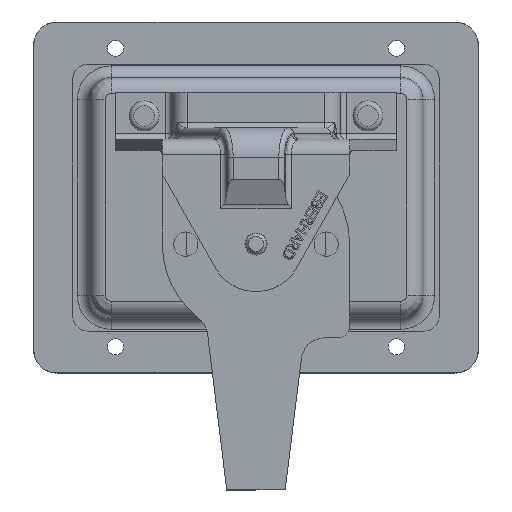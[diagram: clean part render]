
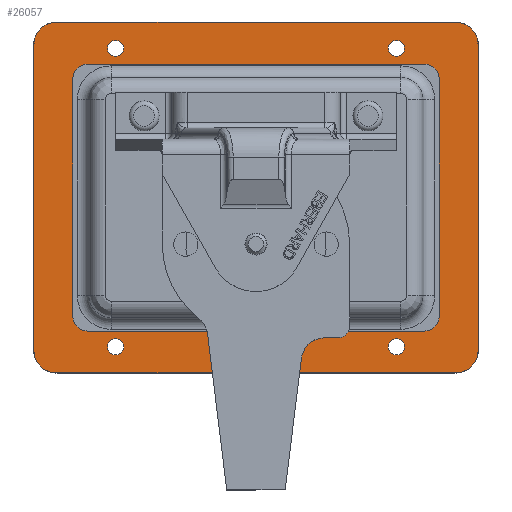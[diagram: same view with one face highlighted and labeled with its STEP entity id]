
A CAD part, top view. The second image highlights one B-rep face of the part: STEP entity #26057.
In plain terms, the highlighted planar face has unit normal (0, 0, 1).
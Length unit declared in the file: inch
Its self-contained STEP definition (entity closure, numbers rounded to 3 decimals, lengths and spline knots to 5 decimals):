
#25363=CARTESIAN_POINT('',(1.95625,-1.26925,0.1108));
#25364=VERTEX_POINT('',#25363);
#25365=CARTESIAN_POINT('',(1.80025,-1.42525,0.1108));
#25366=VERTEX_POINT('',#25365);
#25367=CARTESIAN_POINT('',(1.80025,-1.26925,0.1108));
#25368=DIRECTION('',(0.0,0.0,-1.0));
#25369=DIRECTION('',(0.0,1.0,0.0));
#25370=AXIS2_PLACEMENT_3D('',#25367,#25368,#25369);
#25371=CIRCLE('',#25370,0.156);
#25372=EDGE_CURVE('',#25364,#25366,#25371,.T.);
#25405=CARTESIAN_POINT('',(-1.79975,-1.42525,0.1108));
#25406=VERTEX_POINT('',#25405);
#25407=CARTESIAN_POINT('',(1.80025,-1.42525,0.1108));
#25408=DIRECTION('',(-1.0,0.0,0.0));
#25409=VECTOR('',#25408,3.6);
#25410=LINE('',#25407,#25409);
#25411=EDGE_CURVE('',#25366,#25406,#25410,.T.);
#25436=CARTESIAN_POINT('',(-1.95575,-1.26925,0.1108));
#25437=VERTEX_POINT('',#25436);
#25438=CARTESIAN_POINT('',(-1.79975,-1.26925,0.1108));
#25439=DIRECTION('',(0.0,0.0,-1.0));
#25440=DIRECTION('',(1.0,0.0,0.0));
#25441=AXIS2_PLACEMENT_3D('',#25438,#25439,#25440);
#25442=CIRCLE('',#25441,0.156);
#25443=EDGE_CURVE('',#25406,#25437,#25442,.T.);
#25469=CARTESIAN_POINT('',(-1.95575,1.26875,0.1108));
#25470=VERTEX_POINT('',#25469);
#25471=CARTESIAN_POINT('',(-1.95575,-1.26925,0.1108));
#25472=DIRECTION('',(0.0,1.0,0.0));
#25473=VECTOR('',#25472,2.538);
#25474=LINE('',#25471,#25473);
#25475=EDGE_CURVE('',#25437,#25470,#25474,.T.);
#25500=CARTESIAN_POINT('',(-1.79975,1.42475,0.1108));
#25501=VERTEX_POINT('',#25500);
#25502=CARTESIAN_POINT('',(-1.79975,1.26875,0.1108));
#25503=DIRECTION('',(0.0,0.0,-1.0));
#25504=DIRECTION('',(0.0,-1.0,0.0));
#25505=AXIS2_PLACEMENT_3D('',#25502,#25503,#25504);
#25506=CIRCLE('',#25505,0.156);
#25507=EDGE_CURVE('',#25470,#25501,#25506,.T.);
#25533=CARTESIAN_POINT('',(1.80025,1.42475,0.1108));
#25534=VERTEX_POINT('',#25533);
#25535=CARTESIAN_POINT('',(-1.79975,1.42475,0.1108));
#25536=DIRECTION('',(1.0,0.0,0.0));
#25537=VECTOR('',#25536,3.6);
#25538=LINE('',#25535,#25537);
#25539=EDGE_CURVE('',#25501,#25534,#25538,.T.);
#25564=CARTESIAN_POINT('',(1.95625,1.26875,0.1108));
#25565=VERTEX_POINT('',#25564);
#25566=CARTESIAN_POINT('',(1.80025,1.26875,0.1108));
#25567=DIRECTION('',(0.0,0.0,-1.0));
#25568=DIRECTION('',(-1.0,0.0,0.0));
#25569=AXIS2_PLACEMENT_3D('',#25566,#25567,#25568);
#25570=CIRCLE('',#25569,0.156);
#25571=EDGE_CURVE('',#25534,#25565,#25570,.T.);
#25597=CARTESIAN_POINT('',(1.95625,1.26875,0.1108));
#25598=DIRECTION('',(0.0,-1.0,0.0));
#25599=VECTOR('',#25598,2.538);
#25600=LINE('',#25597,#25599);
#25601=EDGE_CURVE('',#25565,#25364,#25600,.T.);
#25619=CARTESIAN_POINT('',(-1.5,-1.68,0.1108));
#25620=VERTEX_POINT('',#25619);
#25621=CARTESIAN_POINT('',(-1.5,-1.594,0.1108));
#25622=DIRECTION('',(0.0,0.0,-1.0));
#25623=DIRECTION('',(0.0,1.0,0.0));
#25624=AXIS2_PLACEMENT_3D('',#25621,#25622,#25623);
#25625=CIRCLE('',#25624,0.086);
#25626=EDGE_CURVE('',#25620,#25620,#25625,.T.);
#25647=CARTESIAN_POINT('',(-1.5,1.508,0.1108));
#25648=VERTEX_POINT('',#25647);
#25649=CARTESIAN_POINT('',(-1.5,1.594,0.1108));
#25650=DIRECTION('',(0.0,0.0,-1.0));
#25651=DIRECTION('',(0.0,1.0,0.0));
#25652=AXIS2_PLACEMENT_3D('',#25649,#25650,#25651);
#25653=CIRCLE('',#25652,0.086);
#25654=EDGE_CURVE('',#25648,#25648,#25653,.T.);
#25675=CARTESIAN_POINT('',(1.5,-1.68,0.1108));
#25676=VERTEX_POINT('',#25675);
#25677=CARTESIAN_POINT('',(1.5,-1.594,0.1108));
#25678=DIRECTION('',(0.0,0.0,-1.0));
#25679=DIRECTION('',(0.0,1.0,0.0));
#25680=AXIS2_PLACEMENT_3D('',#25677,#25678,#25679);
#25681=CIRCLE('',#25680,0.086);
#25682=EDGE_CURVE('',#25676,#25676,#25681,.T.);
#25703=CARTESIAN_POINT('',(1.5,1.508,0.1108));
#25704=VERTEX_POINT('',#25703);
#25705=CARTESIAN_POINT('',(1.5,1.594,0.1108));
#25706=DIRECTION('',(0.0,0.0,-1.0));
#25707=DIRECTION('',(0.0,1.0,0.0));
#25708=AXIS2_PLACEMENT_3D('',#25705,#25706,#25707);
#25709=CIRCLE('',#25708,0.086);
#25710=EDGE_CURVE('',#25704,#25704,#25709,.T.);
#25731=CARTESIAN_POINT('',(2.1365,1.871,0.1108));
#25732=VERTEX_POINT('',#25731);
#25733=CARTESIAN_POINT('',(2.3715,1.636,0.1108));
#25734=VERTEX_POINT('',#25733);
#25735=CARTESIAN_POINT('',(2.1365,1.636,0.1108));
#25736=DIRECTION('',(0.0,0.0,-1.0));
#25737=DIRECTION('',(1.0,0.0,0.0));
#25738=AXIS2_PLACEMENT_3D('',#25735,#25736,#25737);
#25739=CIRCLE('',#25738,0.235);
#25740=EDGE_CURVE('',#25732,#25734,#25739,.T.);
#25773=CARTESIAN_POINT('',(2.3715,-1.6365,0.1108));
#25774=VERTEX_POINT('',#25773);
#25775=CARTESIAN_POINT('',(2.3715,1.636,0.1108));
#25776=DIRECTION('',(0.0,-1.0,0.0));
#25777=VECTOR('',#25776,3.2725);
#25778=LINE('',#25775,#25777);
#25779=EDGE_CURVE('',#25734,#25774,#25778,.T.);
#25804=CARTESIAN_POINT('',(2.1365,-1.8715,0.1108));
#25805=VERTEX_POINT('',#25804);
#25806=CARTESIAN_POINT('',(2.1365,-1.6365,0.1108));
#25807=DIRECTION('',(0.0,0.0,-1.0));
#25808=DIRECTION('',(0.0,-1.0,0.0));
#25809=AXIS2_PLACEMENT_3D('',#25806,#25807,#25808);
#25810=CIRCLE('',#25809,0.235);
#25811=EDGE_CURVE('',#25774,#25805,#25810,.T.);
#25837=CARTESIAN_POINT('',(-2.136,-1.8715,0.1108));
#25838=VERTEX_POINT('',#25837);
#25839=CARTESIAN_POINT('',(2.1365,-1.8715,0.1108));
#25840=DIRECTION('',(-1.0,0.0,0.0));
#25841=VECTOR('',#25840,4.2725);
#25842=LINE('',#25839,#25841);
#25843=EDGE_CURVE('',#25805,#25838,#25842,.T.);
#25868=CARTESIAN_POINT('',(-2.371,-1.6365,0.1108));
#25869=VERTEX_POINT('',#25868);
#25870=CARTESIAN_POINT('',(-2.136,-1.6365,0.1108));
#25871=DIRECTION('',(0.0,0.0,-1.0));
#25872=DIRECTION('',(-1.0,0.0,0.0));
#25873=AXIS2_PLACEMENT_3D('',#25870,#25871,#25872);
#25874=CIRCLE('',#25873,0.235);
#25875=EDGE_CURVE('',#25838,#25869,#25874,.T.);
#25901=CARTESIAN_POINT('',(-2.371,1.636,0.1108));
#25902=VERTEX_POINT('',#25901);
#25903=CARTESIAN_POINT('',(-2.371,-1.6365,0.1108));
#25904=DIRECTION('',(0.0,1.0,0.0));
#25905=VECTOR('',#25904,3.2725);
#25906=LINE('',#25903,#25905);
#25907=EDGE_CURVE('',#25869,#25902,#25906,.T.);
#25932=CARTESIAN_POINT('',(-2.136,1.871,0.1108));
#25933=VERTEX_POINT('',#25932);
#25934=CARTESIAN_POINT('',(-2.136,1.636,0.1108));
#25935=DIRECTION('',(0.0,0.0,-1.0));
#25936=DIRECTION('',(0.0,1.0,0.0));
#25937=AXIS2_PLACEMENT_3D('',#25934,#25935,#25936);
#25938=CIRCLE('',#25937,0.235);
#25939=EDGE_CURVE('',#25902,#25933,#25938,.T.);
#25965=CARTESIAN_POINT('',(-2.136,1.871,0.1108));
#25966=DIRECTION('',(1.0,0.0,0.0));
#25967=VECTOR('',#25966,4.2725);
#25968=LINE('',#25965,#25967);
#25969=EDGE_CURVE('',#25933,#25732,#25968,.T.);
#26020=CARTESIAN_POINT('',(0.00025,-0.00025,0.1108));
#26021=DIRECTION('',(0.0,0.0,1.0));
#26022=DIRECTION('',(0.0,-1.0,0.0));
#26023=AXIS2_PLACEMENT_3D('',#26020,#26021,#26022);
#26024=PLANE('',#26023);
#26025=ORIENTED_EDGE('',*,*,#25740,.F.);
#26026=ORIENTED_EDGE('',*,*,#25969,.F.);
#26027=ORIENTED_EDGE('',*,*,#25939,.F.);
#26028=ORIENTED_EDGE('',*,*,#25907,.F.);
#26029=ORIENTED_EDGE('',*,*,#25875,.F.);
#26030=ORIENTED_EDGE('',*,*,#25843,.F.);
#26031=ORIENTED_EDGE('',*,*,#25811,.F.);
#26032=ORIENTED_EDGE('',*,*,#25779,.F.);
#26033=EDGE_LOOP('',(#26025,#26026,#26027,#26028,#26029,#26030,#26031,#26032));
#26034=FACE_OUTER_BOUND('',#26033,.T.);
#26035=ORIENTED_EDGE('',*,*,#25372,.T.);
#26036=ORIENTED_EDGE('',*,*,#25411,.T.);
#26037=ORIENTED_EDGE('',*,*,#25443,.T.);
#26038=ORIENTED_EDGE('',*,*,#25475,.T.);
#26039=ORIENTED_EDGE('',*,*,#25507,.T.);
#26040=ORIENTED_EDGE('',*,*,#25539,.T.);
#26041=ORIENTED_EDGE('',*,*,#25571,.T.);
#26042=ORIENTED_EDGE('',*,*,#25601,.T.);
#26043=EDGE_LOOP('',(#26035,#26036,#26037,#26038,#26039,#26040,#26041,#26042));
#26044=FACE_BOUND('',#26043,.T.);
#26045=ORIENTED_EDGE('',*,*,#25626,.T.);
#26046=EDGE_LOOP('',(#26045));
#26047=FACE_BOUND('',#26046,.T.);
#26048=ORIENTED_EDGE('',*,*,#25654,.T.);
#26049=EDGE_LOOP('',(#26048));
#26050=FACE_BOUND('',#26049,.T.);
#26051=ORIENTED_EDGE('',*,*,#25682,.T.);
#26052=EDGE_LOOP('',(#26051));
#26053=FACE_BOUND('',#26052,.T.);
#26054=ORIENTED_EDGE('',*,*,#25710,.T.);
#26055=EDGE_LOOP('',(#26054));
#26056=FACE_BOUND('',#26055,.T.);
#26057=ADVANCED_FACE('',(#26034,#26044,#26047,#26050,#26053,#26056),#26024,.T.);
